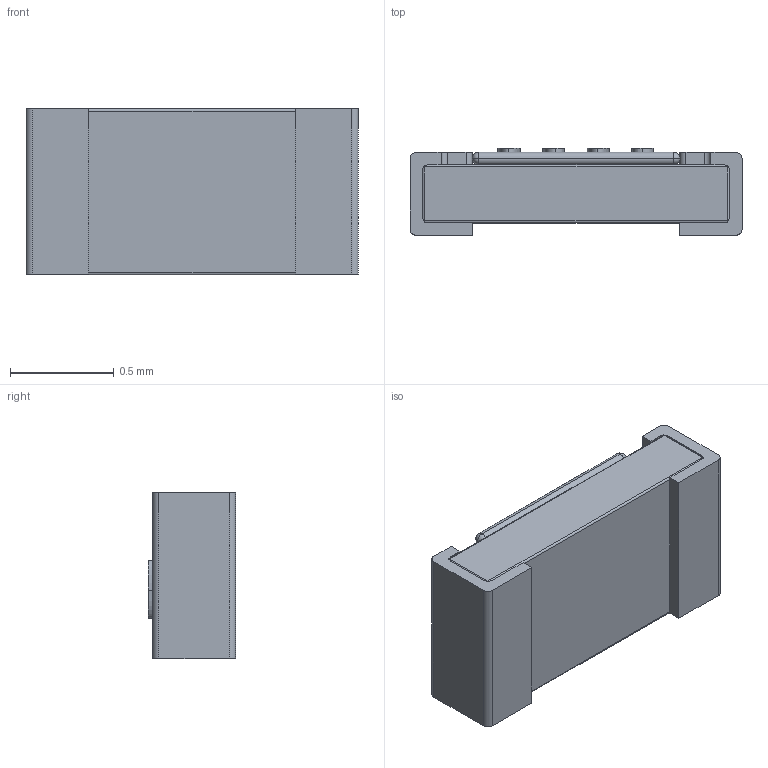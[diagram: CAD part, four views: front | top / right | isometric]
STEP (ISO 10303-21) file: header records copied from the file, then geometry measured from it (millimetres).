
FILE_DESCRIPTION (( 'STEP AP214' ), '1' );
FILE_NAME ('3EA51B08-CD61-420D-B27D-949107FD7AC3.STEP', '2023-05-10T03:00:36', ( '' ), ( '' ), 'SwSTEP 2.0', 'SolidWorks 2022', '' );
FILE_SCHEMA (( 'AUTOMOTIVE_DESIGN' ));
Length unit declared in the file: millimetre
Products named in the file (1): 3EA51B08-CD61-420D-B27D-949107FD7AC3
Bounding box: 1.6 x 0.42 x 0.8 mm (x, y, z)
Volume: 0.5 mm3; surface area: 8.4 mm2
Topology: 4 solids, 4 shells, 158 faces, 405 edges, 246 vertices
Faces by surface type: plane 64, bspline 42, cylinder 36, sphere 16
Entity records: 7871 total; most frequent: CARTESIAN_POINT 3572, ORIENTED_EDGE 778, DIRECTION 615, EDGE_CURVE 389, VERTEX_POINT 246, VECTOR 229, LINE 229, AXIS2_PLACEMENT_3D 193
